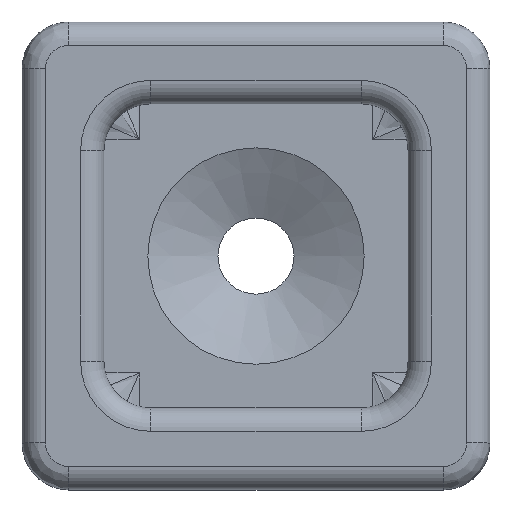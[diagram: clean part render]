
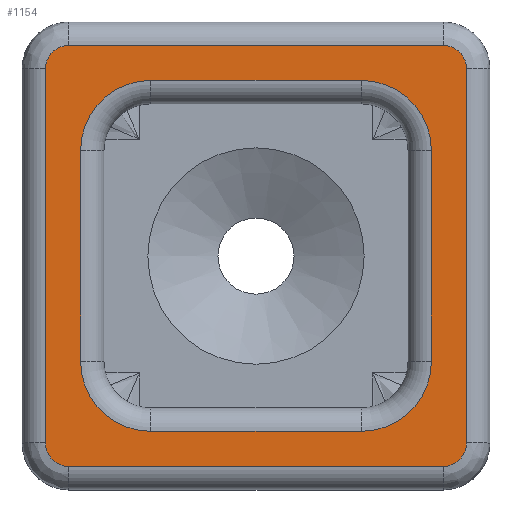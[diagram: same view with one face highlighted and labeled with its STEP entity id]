
A CAD part, top view. The second image highlights one B-rep face of the part: STEP entity #1154.
In plain terms, the highlighted planar face has unit normal (0, 0, 1).
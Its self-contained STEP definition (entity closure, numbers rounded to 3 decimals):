
#21=FACE_BOUND('',#368,.T.);
#58=PLANE('',#1297);
#123=LINE('',#2188,#200);
#124=LINE('',#2197,#201);
#126=LINE('',#2209,#203);
#128=LINE('',#2220,#205);
#132=LINE('',#2234,#209);
#133=LINE('',#2238,#210);
#134=LINE('',#2242,#211);
#135=LINE('',#2245,#212);
#200=VECTOR('',#1573,10.);
#201=VECTOR('',#1584,10.);
#203=VECTOR('',#1598,10.);
#205=VECTOR('',#1612,10.);
#209=VECTOR('',#1630,10.);
#210=VECTOR('',#1633,10.);
#211=VECTOR('',#1636,10.);
#212=VECTOR('',#1639,10.);
#298=FACE_OUTER_BOUND('',#367,.T.);
#367=EDGE_LOOP('',(#991,#992,#993,#994,#995,#996,#997,#998));
#368=EDGE_LOOP('',(#999,#1000,#1001,#1002,#1003,#1004,#1005,#1006));
#433=CIRCLE('',#1277,3.);
#436=CIRCLE('',#1282,3.);
#440=CIRCLE('',#1288,3.);
#443=CIRCLE('',#1293,3.);
#444=CIRCLE('',#1298,1.);
#445=CIRCLE('',#1299,1.);
#446=CIRCLE('',#1300,1.);
#447=CIRCLE('',#1301,1.);
#546=VERTEX_POINT('',#2183);
#547=VERTEX_POINT('',#2186);
#548=VERTEX_POINT('',#2190);
#550=VERTEX_POINT('',#2195);
#552=VERTEX_POINT('',#2201);
#554=VERTEX_POINT('',#2207);
#556=VERTEX_POINT('',#2213);
#557=VERTEX_POINT('',#2218);
#558=VERTEX_POINT('',#2230);
#559=VERTEX_POINT('',#2231);
#560=VERTEX_POINT('',#2233);
#561=VERTEX_POINT('',#2235);
#562=VERTEX_POINT('',#2237);
#563=VERTEX_POINT('',#2239);
#564=VERTEX_POINT('',#2241);
#565=VERTEX_POINT('',#2243);
#693=EDGE_CURVE('',#547,#546,#123,.T.);
#695=EDGE_CURVE('',#548,#547,#433,.T.);
#697=EDGE_CURVE('',#550,#548,#124,.T.);
#700=EDGE_CURVE('',#552,#550,#436,.T.);
#703=EDGE_CURVE('',#554,#552,#126,.T.);
#706=EDGE_CURVE('',#556,#554,#440,.T.);
#709=EDGE_CURVE('',#557,#556,#128,.T.);
#711=EDGE_CURVE('',#546,#557,#443,.T.);
#714=EDGE_CURVE('',#558,#559,#444,.T.);
#715=EDGE_CURVE('',#560,#558,#132,.T.);
#716=EDGE_CURVE('',#561,#560,#445,.T.);
#717=EDGE_CURVE('',#562,#561,#133,.T.);
#718=EDGE_CURVE('',#563,#562,#446,.T.);
#719=EDGE_CURVE('',#564,#563,#134,.T.);
#720=EDGE_CURVE('',#565,#564,#447,.T.);
#721=EDGE_CURVE('',#559,#565,#135,.T.);
#991=ORIENTED_EDGE('',*,*,#714,.F.);
#992=ORIENTED_EDGE('',*,*,#715,.F.);
#993=ORIENTED_EDGE('',*,*,#716,.F.);
#994=ORIENTED_EDGE('',*,*,#717,.F.);
#995=ORIENTED_EDGE('',*,*,#718,.F.);
#996=ORIENTED_EDGE('',*,*,#719,.F.);
#997=ORIENTED_EDGE('',*,*,#720,.F.);
#998=ORIENTED_EDGE('',*,*,#721,.F.);
#999=ORIENTED_EDGE('',*,*,#693,.F.);
#1000=ORIENTED_EDGE('',*,*,#695,.F.);
#1001=ORIENTED_EDGE('',*,*,#697,.F.);
#1002=ORIENTED_EDGE('',*,*,#700,.F.);
#1003=ORIENTED_EDGE('',*,*,#703,.F.);
#1004=ORIENTED_EDGE('',*,*,#706,.F.);
#1005=ORIENTED_EDGE('',*,*,#709,.F.);
#1006=ORIENTED_EDGE('',*,*,#711,.F.);
#1154=ADVANCED_FACE('',(#298,#21),#58,.T.);
#1277=AXIS2_PLACEMENT_3D('',#2192,#1578,#1579);
#1282=AXIS2_PLACEMENT_3D('',#2203,#1590,#1591);
#1288=AXIS2_PLACEMENT_3D('',#2215,#1604,#1605);
#1293=AXIS2_PLACEMENT_3D('',#2223,#1616,#1617);
#1297=AXIS2_PLACEMENT_3D('',#2229,#1626,#1627);
#1298=AXIS2_PLACEMENT_3D('',#2232,#1628,#1629);
#1299=AXIS2_PLACEMENT_3D('',#2236,#1631,#1632);
#1300=AXIS2_PLACEMENT_3D('',#2240,#1634,#1635);
#1301=AXIS2_PLACEMENT_3D('',#2244,#1637,#1638);
#1573=DIRECTION('',(1.,0.,0.));
#1578=DIRECTION('center_axis',(0.,0.,1.));
#1579=DIRECTION('ref_axis',(-0.707,-0.707,0.));
#1584=DIRECTION('',(0.,-1.,0.));
#1590=DIRECTION('center_axis',(0.,0.,1.));
#1591=DIRECTION('ref_axis',(-0.707,0.707,0.));
#1598=DIRECTION('',(-1.,0.,0.));
#1604=DIRECTION('center_axis',(0.,0.,1.));
#1605=DIRECTION('ref_axis',(0.707,0.707,0.));
#1612=DIRECTION('',(0.,1.,0.));
#1616=DIRECTION('center_axis',(0.,0.,1.));
#1617=DIRECTION('ref_axis',(0.707,-0.707,0.));
#1626=DIRECTION('center_axis',(0.,0.,1.));
#1627=DIRECTION('ref_axis',(1.,0.,0.));
#1628=DIRECTION('center_axis',(0.,0.,-1.));
#1629=DIRECTION('ref_axis',(-0.707,0.707,0.));
#1630=DIRECTION('',(0.,1.,0.));
#1631=DIRECTION('center_axis',(0.,0.,-1.));
#1632=DIRECTION('ref_axis',(-0.707,-0.707,0.));
#1633=DIRECTION('',(-1.,0.,0.));
#1634=DIRECTION('center_axis',(0.,0.,-1.));
#1635=DIRECTION('ref_axis',(0.707,-0.707,0.));
#1636=DIRECTION('',(0.,-1.,0.));
#1637=DIRECTION('center_axis',(0.,0.,-1.));
#1638=DIRECTION('ref_axis',(0.707,0.707,0.));
#1639=DIRECTION('',(1.,0.,0.));
#2183=CARTESIAN_POINT('',(14.5,2.5,6.));
#2186=CARTESIAN_POINT('',(5.5,2.5,6.));
#2188=CARTESIAN_POINT('',(13.25,2.5,6.));
#2190=CARTESIAN_POINT('',(2.5,5.5,6.));
#2192=CARTESIAN_POINT('Origin',(5.5,5.5,6.));
#2195=CARTESIAN_POINT('',(2.5,14.5,6.));
#2197=CARTESIAN_POINT('',(2.5,6.75,6.));
#2201=CARTESIAN_POINT('',(5.5,17.5,6.));
#2203=CARTESIAN_POINT('Origin',(5.5,14.5,6.));
#2207=CARTESIAN_POINT('',(14.5,17.5,6.));
#2209=CARTESIAN_POINT('',(6.75,17.5,6.));
#2213=CARTESIAN_POINT('',(17.5,14.5,6.));
#2215=CARTESIAN_POINT('Origin',(14.5,14.5,6.));
#2218=CARTESIAN_POINT('',(17.5,5.5,6.));
#2220=CARTESIAN_POINT('',(17.5,13.25,6.));
#2223=CARTESIAN_POINT('Origin',(14.5,5.5,6.));
#2229=CARTESIAN_POINT('Origin',(10.,10.,6.));
#2230=CARTESIAN_POINT('',(1.,18.,6.));
#2231=CARTESIAN_POINT('',(2.,19.,6.));
#2232=CARTESIAN_POINT('Origin',(2.,18.,6.));
#2233=CARTESIAN_POINT('',(1.,2.,6.));
#2234=CARTESIAN_POINT('',(1.,15.,6.));
#2235=CARTESIAN_POINT('',(2.,1.,6.));
#2236=CARTESIAN_POINT('Origin',(2.,2.,6.));
#2237=CARTESIAN_POINT('',(18.,1.,6.));
#2238=CARTESIAN_POINT('',(5.,1.,6.));
#2239=CARTESIAN_POINT('',(19.,2.,6.));
#2240=CARTESIAN_POINT('Origin',(18.,2.,6.));
#2241=CARTESIAN_POINT('',(19.,18.,6.));
#2242=CARTESIAN_POINT('',(19.,5.,6.));
#2243=CARTESIAN_POINT('',(18.,19.,6.));
#2244=CARTESIAN_POINT('Origin',(18.,18.,6.));
#2245=CARTESIAN_POINT('',(15.,19.,6.));
